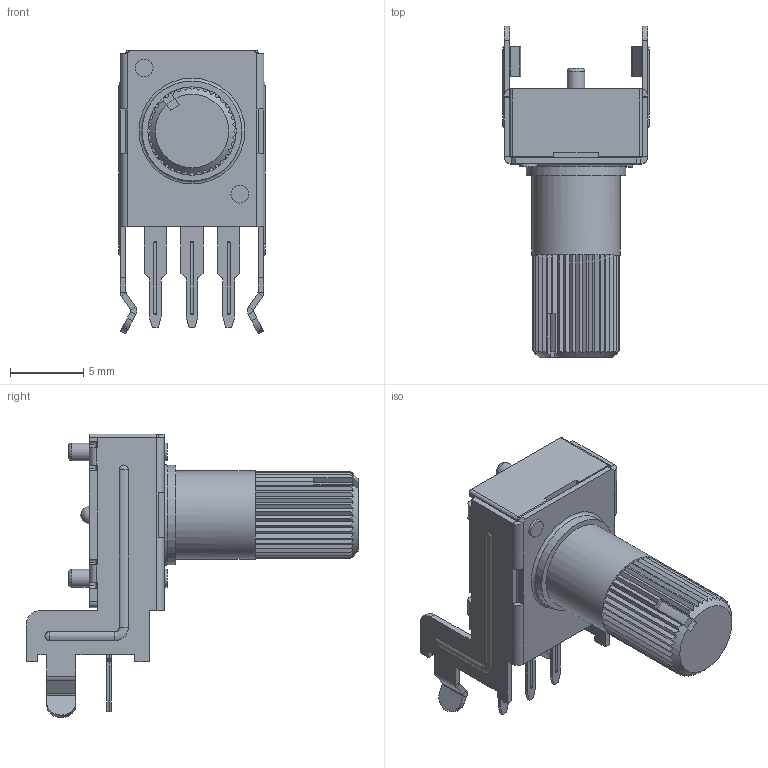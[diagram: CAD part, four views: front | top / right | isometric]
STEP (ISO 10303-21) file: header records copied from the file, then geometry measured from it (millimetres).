
FILE_DESCRIPTION(('STEP AP214'), '1');
FILE_NAME('R-0901N-KQ', '', ('UNSPECIFIED'), ('UNSPECIFIED'), 'ASCON STEP Converter 1.6', 'ASCON Math Kernel', '');
FILE_SCHEMA(('AUTOMOTIVE_DESIGN { 1 0 10303 214 3 1 1}'));
Length unit declared in the file: millimetre
Bounding box: 10 x 22.6 x 19.3 mm (x, y, z)
Volume: 962.1 mm3; surface area: 1457.9 mm2
Topology: 6 solids, 6 shells, 453 faces, 1122 edges, 677 vertices
Faces by surface type: plane 324, cylinder 87, sphere 20, torus 13, bspline 8, cone 1
Full cylindrical faces by diameter (mm): 1.2 x7, 6 x2, 6.8 x1
Entity records: 17556 total; most frequent: CARTESIAN_POINT 3351, ORIENTED_EDGE 2174, DIRECTION 2151, EDGE_CURVE 1087, AXIS2_PLACEMENT_3D 718, LINE 715, VECTOR 715, VERTEX_POINT 677
